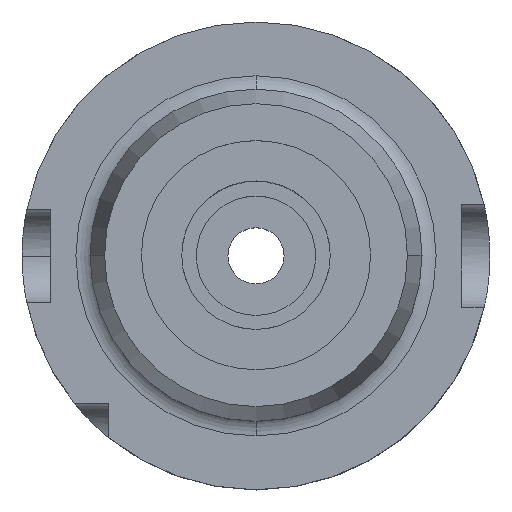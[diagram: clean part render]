
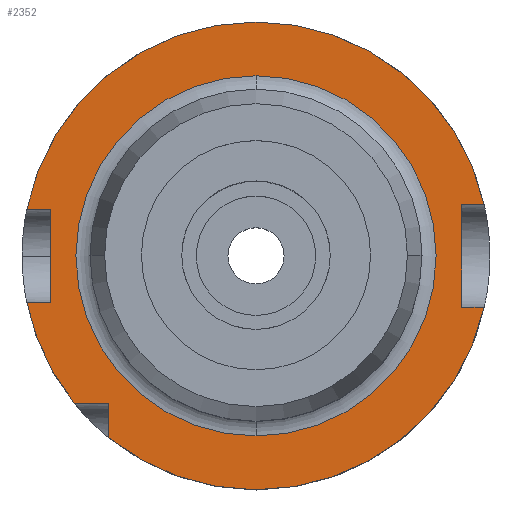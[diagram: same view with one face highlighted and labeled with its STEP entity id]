
A CAD part, top view. The second image highlights one B-rep face of the part: STEP entity #2352.
In plain terms, the highlighted planar face has unit normal (0, 0, 1).
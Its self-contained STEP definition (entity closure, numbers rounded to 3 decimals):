
#37 = LINE ( 'NONE', #2601, #1726 ) ;
#125 = EDGE_CURVE ( 'NONE', #964, #707, #1157, .T. ) ;
#171 = VECTOR ( 'NONE', #3413, 1000. ) ;
#208 = CARTESIAN_POINT ( 'NONE',  ( 44., -11., 29. ) ) ;
#310 = EDGE_CURVE ( 'NONE', #2710, #601, #499, .T. ) ;
#311 = ORIENTED_EDGE ( 'NONE', *, *, #125, .F. ) ;
#341 = VECTOR ( 'NONE', #2480, 1000. ) ;
#346 = DIRECTION ( 'NONE',  ( 0., 1., 0. ) ) ;
#356 = EDGE_LOOP ( 'NONE', ( #3365, #1768, #2980, #3490, #384, #2798, #2262, #3815, #311, #1787, #1679, #3518 ) ) ;
#371 = AXIS2_PLACEMENT_3D ( 'NONE', #3583, #1762, #3263 ) ;
#384 = ORIENTED_EDGE ( 'NONE', *, *, #3546, .F. ) ;
#426 = CARTESIAN_POINT ( 'NONE',  ( -31.5, -38.83, 29. ) ) ;
#428 = VERTEX_POINT ( 'NONE', #1256 ) ;
#451 = DIRECTION ( 'NONE',  ( -1., 0., 0. ) ) ;
#456 = CARTESIAN_POINT ( 'NONE',  ( 0., 33.5, 29. ) ) ;
#489 = CARTESIAN_POINT ( 'NONE',  ( -44., -10., 29. ) ) ;
#499 = CIRCLE ( 'NONE', #371, 38.5 ) ;
#508 = DIRECTION ( 'NONE',  ( 0., 0., -1. ) ) ;
#544 = DIRECTION ( 'NONE',  ( 0., 0., -1. ) ) ;
#576 = LINE ( 'NONE', #902, #2157 ) ;
#601 = VERTEX_POINT ( 'NONE', #3286 ) ;
#606 = LINE ( 'NONE', #1835, #2817 ) ;
#640 = EDGE_CURVE ( 'NONE', #2043, #1828, #2125, .T. ) ;
#707 = VERTEX_POINT ( 'NONE', #3357 ) ;
#732 = CARTESIAN_POINT ( 'NONE',  ( 0., -38.5, 29. ) ) ;
#782 = CARTESIAN_POINT ( 'NONE',  ( 0., 0., 29. ) ) ;
#805 = DIRECTION ( 'NONE',  ( 1., 0., 0. ) ) ;
#854 = DIRECTION ( 'NONE',  ( 0., -1., 0. ) ) ;
#902 = CARTESIAN_POINT ( 'NONE',  ( 44., -11., 29. ) ) ;
#964 = VERTEX_POINT ( 'NONE', #2331 ) ;
#996 = EDGE_CURVE ( 'NONE', #1158, #2706, #2106, .T. ) ;
#1047 = AXIS2_PLACEMENT_3D ( 'NONE', #782, #2884, #2997 ) ;
#1058 = CARTESIAN_POINT ( 'NONE',  ( 0., -31.5, 29. ) ) ;
#1060 = DIRECTION ( 'NONE',  ( 0., 0., 1. ) ) ;
#1115 = EDGE_CURVE ( 'NONE', #3092, #2706, #37, .T. ) ;
#1130 = EDGE_CURVE ( 'NONE', #707, #1158, #1532, .T. ) ;
#1157 = LINE ( 'NONE', #2243, #171 ) ;
#1158 = VERTEX_POINT ( 'NONE', #1402 ) ;
#1187 = AXIS2_PLACEMENT_3D ( 'NONE', #2313, #508, #2616 ) ;
#1190 = ORIENTED_EDGE ( 'NONE', *, *, #310, .T. ) ;
#1221 = VERTEX_POINT ( 'NONE', #1436 ) ;
#1256 = CARTESIAN_POINT ( 'NONE',  ( 48.775, -11., 29. ) ) ;
#1304 = VECTOR ( 'NONE', #451, 1000. ) ;
#1316 = CARTESIAN_POINT ( 'NONE',  ( -44., -10., 29. ) ) ;
#1317 = FACE_OUTER_BOUND ( 'NONE', #356, .T. ) ;
#1336 = CARTESIAN_POINT ( 'NONE',  ( 0., -11., 29. ) ) ;
#1365 = DIRECTION ( 'NONE',  ( 0., 0., -1. ) ) ;
#1402 = CARTESIAN_POINT ( 'NONE',  ( 0., 50., 29. ) ) ;
#1411 = CIRCLE ( 'NONE', #1529, 50. ) ;
#1436 = CARTESIAN_POINT ( 'NONE',  ( -38.83, -31.5, 29. ) ) ;
#1487 = EDGE_CURVE ( 'NONE', #2995, #2824, #606, .T. ) ;
#1529 = AXIS2_PLACEMENT_3D ( 'NONE', #1543, #3651, #1840 ) ;
#1532 = CIRCLE ( 'NONE', #1187, 50. ) ;
#1543 = CARTESIAN_POINT ( 'NONE',  ( 0., 0., 29. ) ) ;
#1565 = CARTESIAN_POINT ( 'NONE',  ( 0., -10., 29. ) ) ;
#1641 = PLANE ( 'NONE',  #2022 ) ;
#1650 = VECTOR ( 'NONE', #3505, 1000. ) ;
#1679 = ORIENTED_EDGE ( 'NONE', *, *, #640, .F. ) ;
#1726 = VECTOR ( 'NONE', #805, 1000. ) ;
#1745 = LINE ( 'NONE', #489, #1650 ) ;
#1762 = DIRECTION ( 'NONE',  ( 0., 0., -1. ) ) ;
#1768 = ORIENTED_EDGE ( 'NONE', *, *, #1487, .F. ) ;
#1787 = ORIENTED_EDGE ( 'NONE', *, *, #2089, .T. ) ;
#1828 = VERTEX_POINT ( 'NONE', #1316 ) ;
#1832 = EDGE_LOOP ( 'NONE', ( #1190, #2315 ) ) ;
#1835 = CARTESIAN_POINT ( 'NONE',  ( -31.5, 33.5, 29. ) ) ;
#1840 = DIRECTION ( 'NONE',  ( 0., 1., 0. ) ) ;
#1877 = EDGE_CURVE ( 'NONE', #601, #2710, #3821, .T. ) ;
#1987 = CARTESIAN_POINT ( 'NONE',  ( -31.5, -31.5, 29. ) ) ;
#2022 = AXIS2_PLACEMENT_3D ( 'NONE', #456, #1060, #854 ) ;
#2043 = VERTEX_POINT ( 'NONE', #3175 ) ;
#2089 = EDGE_CURVE ( 'NONE', #964, #1828, #1745, .T. ) ;
#2106 = CIRCLE ( 'NONE', #2471, 50. ) ;
#2109 = LINE ( 'NONE', #1336, #1304 ) ;
#2125 = LINE ( 'NONE', #1565, #341 ) ;
#2157 = VECTOR ( 'NONE', #2717, 1000. ) ;
#2241 = CIRCLE ( 'NONE', #3400, 50. ) ;
#2243 = CARTESIAN_POINT ( 'NONE',  ( 0., 10., 29. ) ) ;
#2254 = DIRECTION ( 'NONE',  ( -1., 0., 0. ) ) ;
#2262 = ORIENTED_EDGE ( 'NONE', *, *, #996, .F. ) ;
#2266 = CARTESIAN_POINT ( 'NONE',  ( 44., 11., 29. ) ) ;
#2313 = CARTESIAN_POINT ( 'NONE',  ( 0., 0., 29. ) ) ;
#2315 = ORIENTED_EDGE ( 'NONE', *, *, #1877, .T. ) ;
#2331 = CARTESIAN_POINT ( 'NONE',  ( -44., 10., 29. ) ) ;
#2347 = CARTESIAN_POINT ( 'NONE',  ( 0., 0., 29. ) ) ;
#2352 = ADVANCED_FACE ( 'NONE', ( #3725, #1317 ), #1641, .T. ) ;
#2356 = VERTEX_POINT ( 'NONE', #208 ) ;
#2471 = AXIS2_PLACEMENT_3D ( 'NONE', #2347, #544, #2650 ) ;
#2480 = DIRECTION ( 'NONE',  ( 1., 0., 0. ) ) ;
#2601 = CARTESIAN_POINT ( 'NONE',  ( 0., 11., 29. ) ) ;
#2616 = DIRECTION ( 'NONE',  ( 0., 1., 0. ) ) ;
#2650 = DIRECTION ( 'NONE',  ( 0., 1., 0. ) ) ;
#2706 = VERTEX_POINT ( 'NONE', #3116 ) ;
#2710 = VERTEX_POINT ( 'NONE', #732 ) ;
#2717 = DIRECTION ( 'NONE',  ( 0., -1., 0. ) ) ;
#2774 = EDGE_CURVE ( 'NONE', #2824, #1221, #3591, .T. ) ;
#2779 = VECTOR ( 'NONE', #2254, 1000. ) ;
#2798 = ORIENTED_EDGE ( 'NONE', *, *, #1115, .T. ) ;
#2817 = VECTOR ( 'NONE', #346, 1000. ) ;
#2824 = VERTEX_POINT ( 'NONE', #1987 ) ;
#2884 = DIRECTION ( 'NONE',  ( 0., 0., -1. ) ) ;
#2980 = ORIENTED_EDGE ( 'NONE', *, *, #3809, .F. ) ;
#2995 = VERTEX_POINT ( 'NONE', #426 ) ;
#2997 = DIRECTION ( 'NONE',  ( 0., -1., 0. ) ) ;
#3038 = EDGE_CURVE ( 'NONE', #428, #2356, #2109, .T. ) ;
#3092 = VERTEX_POINT ( 'NONE', #2266 ) ;
#3116 = CARTESIAN_POINT ( 'NONE',  ( 48.775, 11., 29. ) ) ;
#3170 = CARTESIAN_POINT ( 'NONE',  ( 0., 0., 29. ) ) ;
#3175 = CARTESIAN_POINT ( 'NONE',  ( -48.99, -10., 29. ) ) ;
#3218 = EDGE_CURVE ( 'NONE', #1221, #2043, #1411, .T. ) ;
#3263 = DIRECTION ( 'NONE',  ( 0., -1., 0. ) ) ;
#3286 = CARTESIAN_POINT ( 'NONE',  ( 0., 38.5, 29. ) ) ;
#3357 = CARTESIAN_POINT ( 'NONE',  ( -48.99, 10., 29. ) ) ;
#3365 = ORIENTED_EDGE ( 'NONE', *, *, #2774, .F. ) ;
#3400 = AXIS2_PLACEMENT_3D ( 'NONE', #3170, #1365, #3485 ) ;
#3413 = DIRECTION ( 'NONE',  ( -1., 0., 0. ) ) ;
#3485 = DIRECTION ( 'NONE',  ( 0., 1., 0. ) ) ;
#3490 = ORIENTED_EDGE ( 'NONE', *, *, #3038, .T. ) ;
#3505 = DIRECTION ( 'NONE',  ( 0., -1., 0. ) ) ;
#3518 = ORIENTED_EDGE ( 'NONE', *, *, #3218, .F. ) ;
#3546 = EDGE_CURVE ( 'NONE', #3092, #2356, #576, .T. ) ;
#3583 = CARTESIAN_POINT ( 'NONE',  ( 0., 0., 29. ) ) ;
#3591 = LINE ( 'NONE', #1058, #2779 ) ;
#3651 = DIRECTION ( 'NONE',  ( 0., 0., -1. ) ) ;
#3725 = FACE_BOUND ( 'NONE', #1832, .T. ) ;
#3809 = EDGE_CURVE ( 'NONE', #428, #2995, #2241, .T. ) ;
#3815 = ORIENTED_EDGE ( 'NONE', *, *, #1130, .F. ) ;
#3821 = CIRCLE ( 'NONE', #1047, 38.5 ) ;
